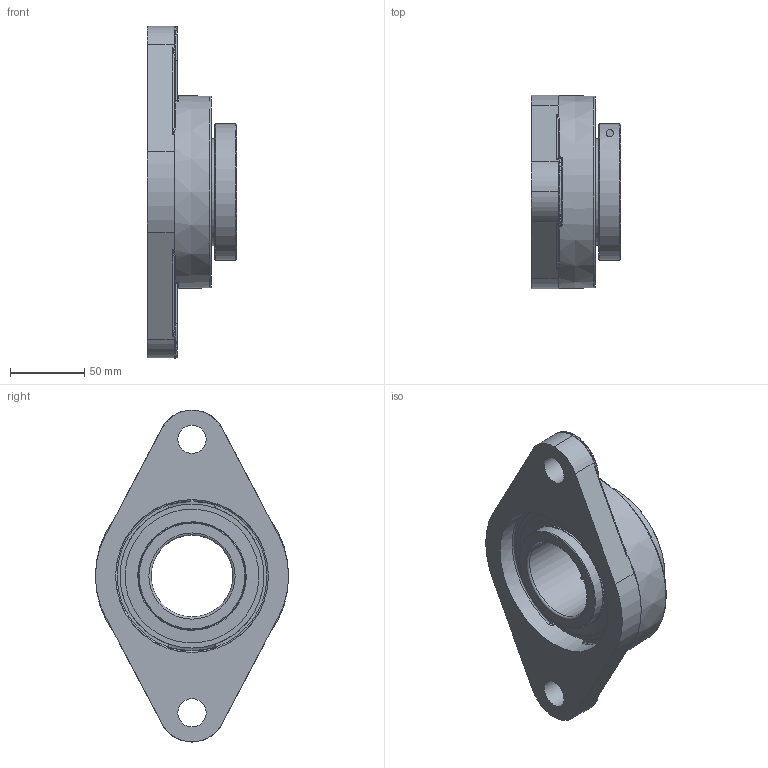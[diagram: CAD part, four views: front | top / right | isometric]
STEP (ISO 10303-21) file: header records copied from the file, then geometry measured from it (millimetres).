
FILE_DESCRIPTION(('HOOPS Exchange Step'),'2;1');
FILE_NAME('export-96C0D189-D616-4CF7-9683-EDEC22F7BBD2.stp','2020-05-28T08:43:34-07:00',('dkerr'),('Alibre'),'HOOPS Exchange 2020.0','Alibre','Unknown authorisation');
FILE_SCHEMA( ('AP242_MANAGED_MODEL_BASED_3D_ENGINEERING_MIM_LF {1 0 10303 442 1 1 4 }') );
Length unit declared in the file: inch
Products named in the file (8): MRN SFLM L4L 211; MRN SUE 211 L4L (55mm) (Race); MRN SUE 211 L4L (Ball); MRN SUE 211 L4L (Shield); MRN SUE 211 L4L (Lock Ring); MRN SUE 211 L4L (Bolt); MRN SUE 211 L4L (55mm); MRN SUESFLM 211 L4L (55mm)
Assembly tree (8 placements, depth 3):
  MRN SUESFLM 211 L4L (55mm)
    MRN SFLM L4L 211
    MRN SUE 211 L4L (55mm)
      MRN SUE 211 L4L (55mm) (Race)
      MRN SUE 211 L4L (Ball)
      MRN SUE 211 L4L (Shield)  x2
      MRN SUE 211 L4L (Lock Ring)
      MRN SUE 211 L4L (Bolt)
Bounding box: 59.9 x 130 x 223.32 mm (x, y, z)
Volume: 493207.8 mm3; surface area: 133836.3 mm2
Topology: 17 solids, 17 shells, 250 faces, 677 edges, 438 vertices
Faces by surface type: plane 78, cylinder 69, torus 35, cone 31, sphere 21, bspline 16
Full cylindrical faces by diameter (mm): 4.917 x2, 6.4 x1, 10 x1, 11.2 x1, 19 x2, 55 x1, 72 x4, 73.016 x2, 88 x2, 90 x2, 100.825 x1, 102.825 x1, 110.1 x1
Entity records: 20650 total; most frequent: CARTESIAN_POINT 14425, DIRECTION 1298, ORIENTED_EDGE 1258, EDGE_CURVE 629, AXIS2_PLACEMENT_3D 544, VERTEX_POINT 424, CIRCLE 293, EDGE_LOOP 265
